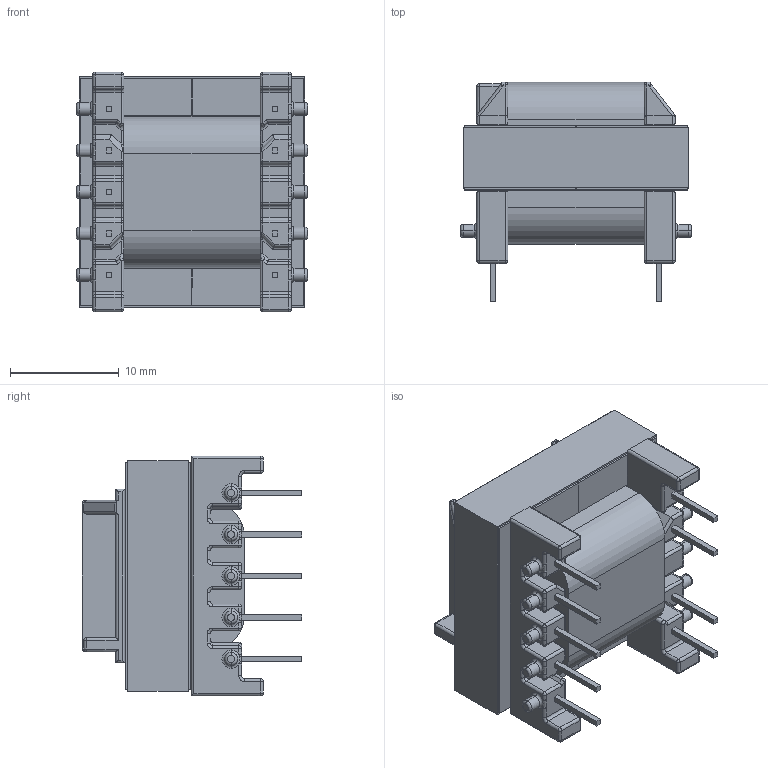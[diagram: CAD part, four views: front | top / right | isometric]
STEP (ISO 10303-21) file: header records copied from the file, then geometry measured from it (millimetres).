
FILE_DESCRIPTION (( 'STEP AP214' ), '1' );
FILE_NAME ('EE20-10-6_4989_MP8.STEP', '2021-09-17T18:11:33', ( '' ), ( '' ), 'SwSTEP 2.0', 'SolidWorks 2017', '' );
FILE_SCHEMA (( 'AUTOMOTIVE_DESIGN' ));
Length unit declared in the file: millimetre
Products named in the file (5): 440-9987-2107; 150-2107_6B; 070-4989_coil; 070-4989_6D; EE20-10-6_4989_MP8
Assembly tree (5 placements, depth 2):
  EE20-10-6_4989_MP8
    070-4989_6D
    150-2107_6B  x2
    070-4989_coil
    440-9987-2107
Bounding box: 21.22 x 20.12 x 22 mm (x, y, z)
Volume: 4640.5 mm3; surface area: 6152.5 mm2
Topology: 5 solids, 5 shells, 593 faces, 1432 edges, 804 vertices
Faces by surface type: cylinder 244, plane 205, torus 72, sphere 54, bspline 18
Entity records: 17351 total; most frequent: CARTESIAN_POINT 3454, DIRECTION 2863, ORIENTED_EDGE 2684, EDGE_CURVE 1342, AXIS2_PLACEMENT_3D 1063, VERTEX_POINT 780, VECTOR 737, LINE 737
